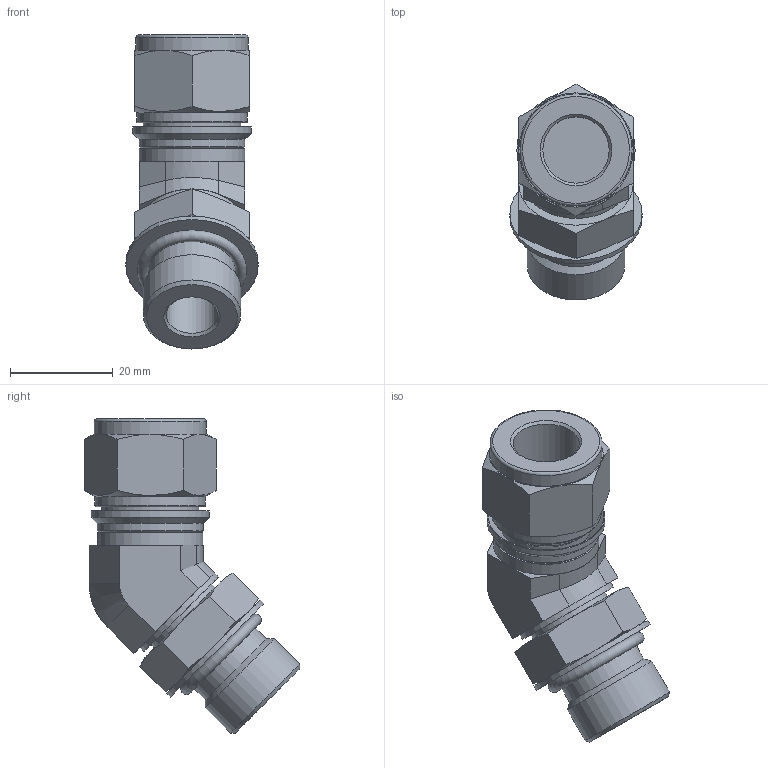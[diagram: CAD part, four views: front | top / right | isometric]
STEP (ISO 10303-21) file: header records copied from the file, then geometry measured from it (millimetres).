
FILE_DESCRIPTION(/* description */ (''),/* implementation_level */ '2;1');
FILE_NAME(/* name */ 'SPHMEI-8-8U.stp',/* time_stamp */ '2022-05-25T08:18:38+09:00',/* author */ ('user'),/* organization */ (''),/* preprocessor_version */ 'ST-DEVELOPER v18.1',/* originating_system */ 'Autodesk Inventor 2022',/* authorisation */ '');
FILE_SCHEMA (('AUTOMOTIVE_DESIGN { 1 0 10303 214 3 1 1 }'));
Length unit declared in the file: millimetre
Products named in the file (1): SPHME-8-8U
Bounding box: 25.7 x 41.93 x 61.1 mm (x, y, z)
Volume: 18065.8 mm3; surface area: 8611.2 mm2
Topology: 1 solids, 1 shells, 88 faces, 187 edges, 115 vertices
Faces by surface type: plane 38, cone 30, cylinder 17, torus 3
Full cylindrical faces by diameter (mm): 10 x1, 12.9 x1, 16.7 x1, 16.8 x1, 17.2 x1, 17.7 x1, 18.9 x1, 19 x1, 20.5 x2, 20.6 x1, 21.5 x1, 21.8 x1, 23 x1, 25.7 x1
Entity records: 2348 total; most frequent: CARTESIAN_POINT 475, DIRECTION 393, ORIENTED_EDGE 374, EDGE_CURVE 187, AXIS2_PLACEMENT_3D 159, VERTEX_POINT 115, EDGE_LOOP 102, FACE_OUTER_BOUND 88
